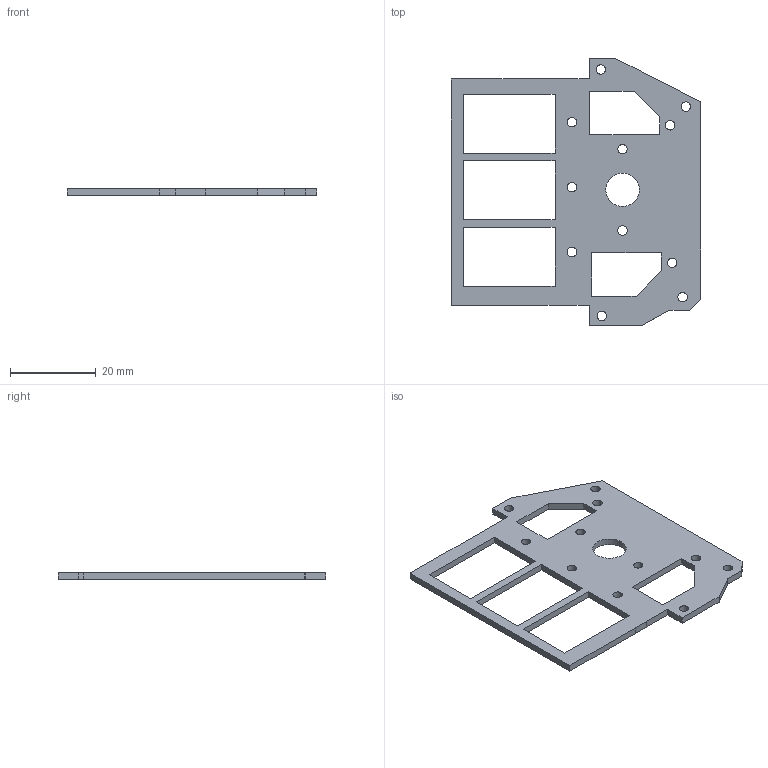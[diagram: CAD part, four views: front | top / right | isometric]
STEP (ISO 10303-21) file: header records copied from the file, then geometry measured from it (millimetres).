
FILE_DESCRIPTION(('KiCad electronic assembly'),'2;1');
FILE_NAME('trackpoint plate.step','2021-12-31T23:35:03',('Pcbnew'),( 'Kicad'),'Open CASCADE STEP processor 7.5','KiCad to STEP converter' ,'Unknown');
FILE_SCHEMA(('AUTOMOTIVE_DESIGN { 1 0 10303 214 1 1 1 1 }'));
Length unit declared in the file: millimetre
Products named in the file (2): trackpoint plate 1; Trackpoint buttons PCB
Assembly tree (1 placements, depth 2):
  trackpoint plate 1
    Trackpoint buttons PCB
Bounding box: 58.16 x 62.43 x 1.6 mm (x, y, z)
Volume: 3052.4 mm3; surface area: 4838.9 mm2
Topology: 1 solids, 1 shells, 57 faces, 165 edges, 110 vertices
Faces by surface type: plane 45, cylinder 12
Full cylindrical faces by diameter (mm): 2.2 x11, 7.8 x1
Entity records: 4195 total; most frequent: CARTESIAN_POINT 808, DIRECTION 613, LINE 447, VECTOR 447, ORIENTED_EDGE 330, PCURVE 330, DEFINITIONAL_REPRESENTATION 330, EDGE_CURVE 165
